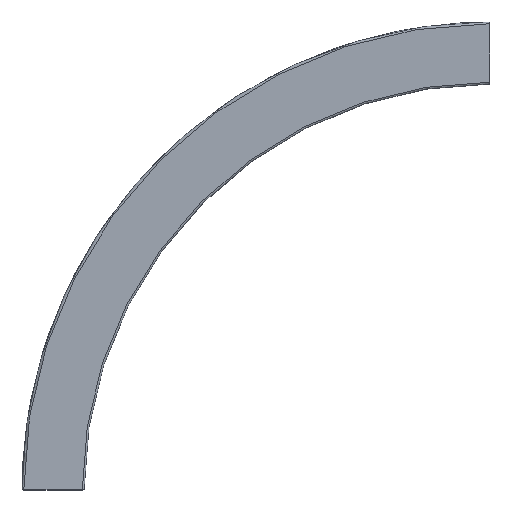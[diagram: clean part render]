
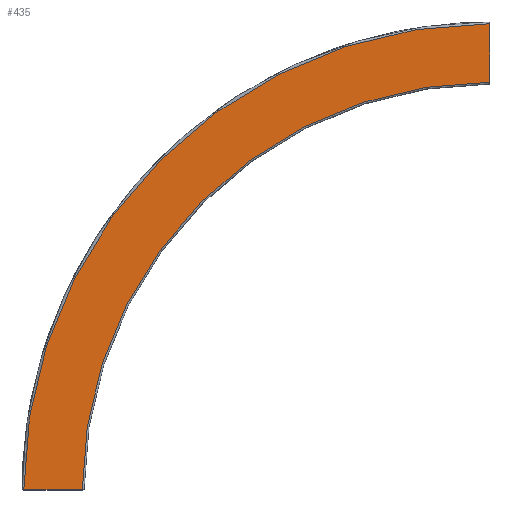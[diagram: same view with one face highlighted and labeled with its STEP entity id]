
A CAD part, top view. The second image highlights one B-rep face of the part: STEP entity #435.
In plain terms, the highlighted face is planar.
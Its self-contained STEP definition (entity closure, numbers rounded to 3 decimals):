
#43=LINE('',#730,#75);
#54=LINE('',#779,#86);
#75=VECTOR('',#580,10.);
#86=VECTOR('',#633,10.);
#107=PLANE('',#526);
#129=FACE_OUTER_BOUND('',#157,.T.);
#157=EDGE_LOOP('',(#350,#351,#352,#353));
#190=CIRCLE('',#519,174.25);
#192=CIRCLE('',#523,199.25);
#209=VERTEX_POINT('',#727);
#210=VERTEX_POINT('',#729);
#224=VERTEX_POINT('',#762);
#225=VERTEX_POINT('',#769);
#251=EDGE_CURVE('',#209,#210,#43,.T.);
#268=EDGE_CURVE('',#224,#209,#190,.T.);
#271=EDGE_CURVE('',#210,#225,#192,.T.);
#276=EDGE_CURVE('',#225,#224,#54,.T.);
#350=ORIENTED_EDGE('',*,*,#268,.F.);
#351=ORIENTED_EDGE('',*,*,#276,.F.);
#352=ORIENTED_EDGE('',*,*,#271,.F.);
#353=ORIENTED_EDGE('',*,*,#251,.F.);
#435=ADVANCED_FACE('',(#129),#107,.F.);
#519=AXIS2_PLACEMENT_3D('',#764,#613,#614);
#523=AXIS2_PLACEMENT_3D('',#770,#622,#623);
#526=AXIS2_PLACEMENT_3D('',#778,#631,#632);
#580=DIRECTION('',(1.,0.,0.));
#613=DIRECTION('center_axis',(0.,0.,-1.));
#614=DIRECTION('ref_axis',(0.707,0.707,0.));
#622=DIRECTION('center_axis',(0.,0.,1.));
#623=DIRECTION('ref_axis',(0.707,0.707,0.));
#631=DIRECTION('center_axis',(0.,0.,1.));
#632=DIRECTION('ref_axis',(1.,0.,0.));
#633=DIRECTION('',(0.,-1.,0.));
#727=CARTESIAN_POINT('',(174.25,0.,0.));
#729=CARTESIAN_POINT('',(199.25,0.,0.));
#730=CARTESIAN_POINT('',(0.,0.,0.));
#762=CARTESIAN_POINT('',(0.,174.25,0.));
#764=CARTESIAN_POINT('Origin',(0.,0.,0.));
#769=CARTESIAN_POINT('',(0.,199.25,0.));
#770=CARTESIAN_POINT('Origin',(0.,0.,0.));
#778=CARTESIAN_POINT('Origin',(0.,0.,0.));
#779=CARTESIAN_POINT('',(0.,125.,0.));
